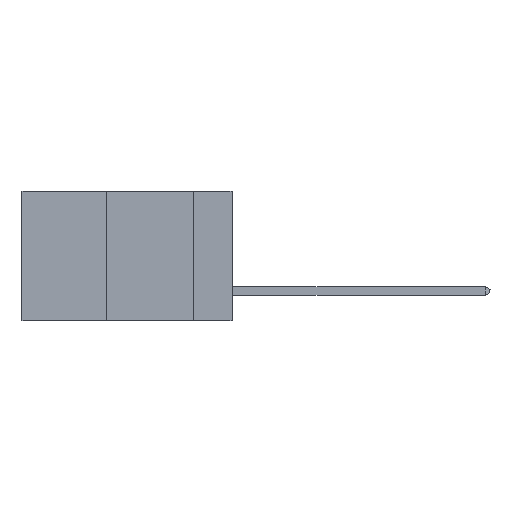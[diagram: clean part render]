
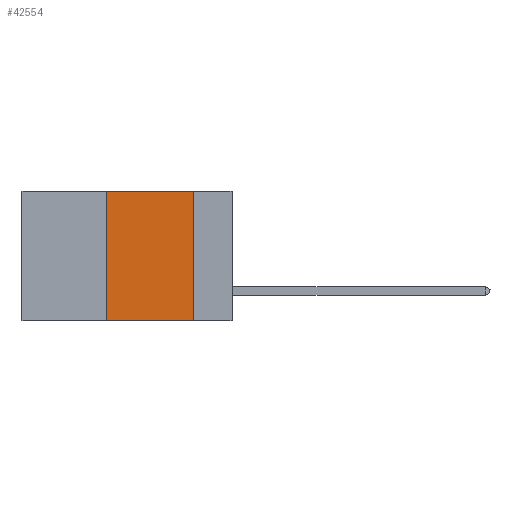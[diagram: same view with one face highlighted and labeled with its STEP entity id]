
A CAD part, left-side view. The second image highlights one B-rep face of the part: STEP entity #42554.
In plain terms, the highlighted planar face has unit normal (-1, 0, 0).
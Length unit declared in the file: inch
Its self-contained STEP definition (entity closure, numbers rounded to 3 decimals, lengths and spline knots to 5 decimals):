
#44 = DIRECTION ( 'NONE',  ( 0., -1., 0. ) ) ;
#352 = LINE ( 'NONE', #23529, #36947 ) ;
#1454 = CARTESIAN_POINT ( 'NONE',  ( 0., 0.36, 0. ) ) ;
#2900 = LINE ( 'NONE', #17915, #3479 ) ;
#3064 = VERTEX_POINT ( 'NONE', #46436 ) ;
#3479 = VECTOR ( 'NONE', #44, 39.37008 ) ;
#4638 = EDGE_LOOP ( 'NONE', ( #35694, #15898, #18202, #17063 ) ) ;
#6419 = EDGE_CURVE ( 'NONE', #14721, #16969, #26534, .T. ) ;
#6639 = CARTESIAN_POINT ( 'NONE',  ( 0., 0.36, 0. ) ) ;
#9018 = DIRECTION ( 'NONE',  ( 0., 0., 1. ) ) ;
#9783 = DIRECTION ( 'NONE',  ( 0., 0., -1. ) ) ;
#10440 = CARTESIAN_POINT ( 'NONE',  ( 0., 0.11, 0. ) ) ;
#14721 = VERTEX_POINT ( 'NONE', #10440 ) ;
#15898 = ORIENTED_EDGE ( 'NONE', *, *, #29414, .F. ) ;
#15924 = VERTEX_POINT ( 'NONE', #6639 ) ;
#16969 = VERTEX_POINT ( 'NONE', #26371 ) ;
#17063 = ORIENTED_EDGE ( 'NONE', *, *, #44227, .T. ) ;
#17915 = CARTESIAN_POINT ( 'NONE',  ( 0., 0.6, -0.37 ) ) ;
#18032 = CARTESIAN_POINT ( 'NONE',  ( 0., 0.11, 0. ) ) ;
#18202 = ORIENTED_EDGE ( 'NONE', *, *, #24326, .F. ) ;
#22837 = DIRECTION ( 'NONE',  ( 0., 0., -1. ) ) ;
#23529 = CARTESIAN_POINT ( 'NONE',  ( 0., 0.6, 0. ) ) ;
#24326 = EDGE_CURVE ( 'NONE', #3064, #15924, #27952, .T. ) ;
#24355 = VECTOR ( 'NONE', #22837, 39.37008 ) ;
#26257 = VECTOR ( 'NONE', #9018, 39.37008 ) ;
#26371 = CARTESIAN_POINT ( 'NONE',  ( 0., 0.11, -0.37 ) ) ;
#26534 = LINE ( 'NONE', #18032, #24355 ) ;
#27643 = DIRECTION ( 'NONE',  ( 0., -1., 0. ) ) ;
#27952 = LINE ( 'NONE', #1454, #26257 ) ;
#28395 = FACE_OUTER_BOUND ( 'NONE', #4638, .T. ) ;
#29414 = EDGE_CURVE ( 'NONE', #15924, #14721, #352, .T. ) ;
#35694 = ORIENTED_EDGE ( 'NONE', *, *, #6419, .F. ) ;
#36947 = VECTOR ( 'NONE', #27643, 39.37008 ) ;
#38409 = PLANE ( 'NONE',  #42173 ) ;
#39512 = CARTESIAN_POINT ( 'NONE',  ( 0., 0.6, 0. ) ) ;
#41510 = DIRECTION ( 'NONE',  ( 1., 0., 0. ) ) ;
#42173 = AXIS2_PLACEMENT_3D ( 'NONE', #39512, #41510, #9783 ) ;
#42554 = ADVANCED_FACE ( 'NONE', ( #28395 ), #38409, .F. ) ;
#44227 = EDGE_CURVE ( 'NONE', #3064, #16969, #2900, .T. ) ;
#46436 = CARTESIAN_POINT ( 'NONE',  ( 0., 0.36, -0.37 ) ) ;
